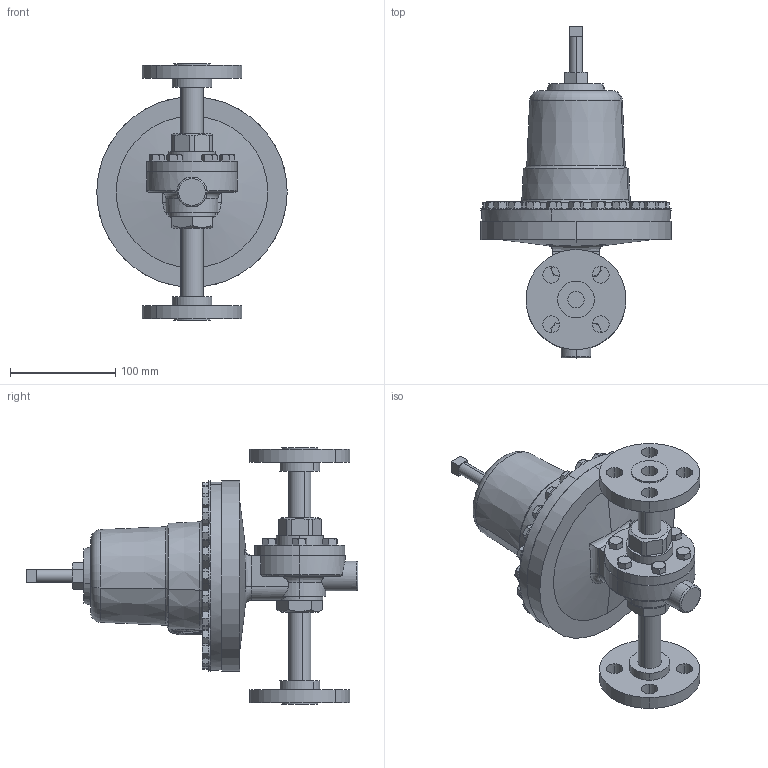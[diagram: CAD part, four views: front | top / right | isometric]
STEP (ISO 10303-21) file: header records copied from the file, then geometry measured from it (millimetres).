
FILE_DESCRIPTION (( 'STEP AP203' ), '1' );
FILE_NAME ('54-050-CS+S6-F3.step', '2017-10-03T11:02:54', ( '' ), ( '' ), 'SwSTEP 2.0', 'SolidWorks 2014', '' );
FILE_SCHEMA (( 'CONFIG_CONTROL_DESIGN' ));
Length unit declared in the file: inch
Products named in the file (1): 54-050-CS+S6-F3
Bounding box: 181.1 x 315.72 x 244.35 mm (x, y, z)
Volume: 2183341 mm3; surface area: 189027.4 mm2
Topology: 3 solids, 3 shells, 700 faces, 1648 edges, 1003 vertices
Faces by surface type: plane 327, cone 211, cylinder 125, torus 18, bspline 17, sphere 2
Entity records: 22693 total; most frequent: CARTESIAN_POINT 7034, ORIENTED_EDGE 3296, DIRECTION 3178, EDGE_CURVE 1648, AXIS2_PLACEMENT_3D 1300, VERTEX_POINT 1003, EDGE_LOOP 769, FACE_OUTER_BOUND 700
